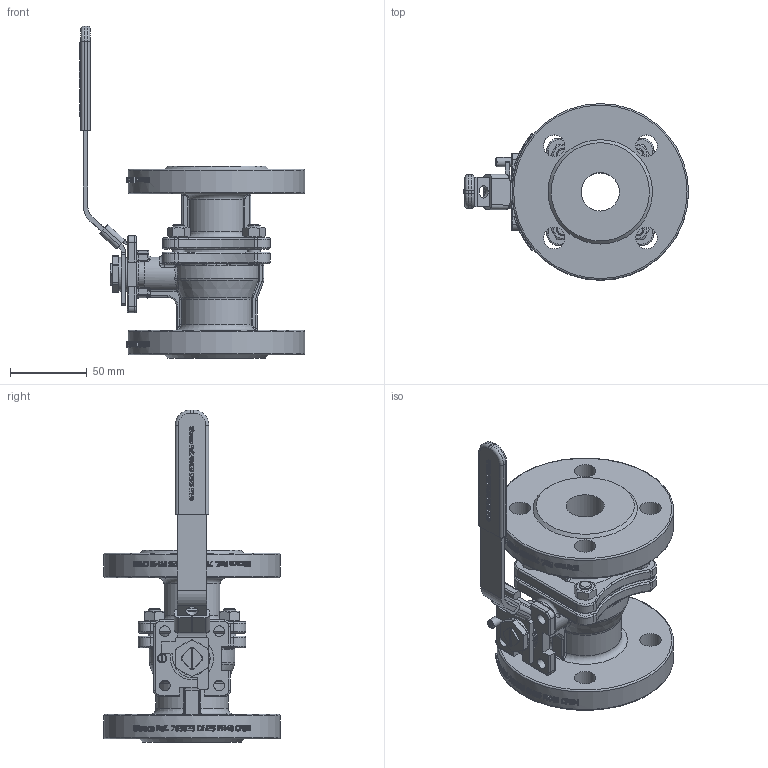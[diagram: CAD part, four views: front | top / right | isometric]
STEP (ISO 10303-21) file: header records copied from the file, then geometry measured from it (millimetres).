
FILE_DESCRIPTION(/* description */ ('765025'),/* implementation_level */ '2;1');
FILE_NAME(/* name */ '765025.stp',/* time_stamp */ '2017-02-10T15:24:46+01:00',/* author */ ('jmorand'),/* organization */ ('Sferaco'),/* preprocessor_version */ 'ST-DEVELOPER v16.5',/* originating_system */ 'Autodesk Inventor 2017',/* authorisation */ '');
FILE_SCHEMA (('AUTOMOTIVE_DESIGN { 1 0 10303 214 3 1 1 }'));
Products named in the file (1): 765025_bd
Bounding box: 146.7 x 115 x 216.29 mm (x, y, z)
Volume: 504604.5 mm3; surface area: 112230.4 mm2
Topology: 1 solids, 6 shells, 2082 faces, 5563 edges, 3608 vertices
Faces by surface type: plane 845, bspline 823, cylinder 300, torus 83, cone 23, sphere 8
Full cylindrical faces by diameter (mm): 4.134 x1, 6 x1, 7 x4, 8 x9, 8.5 x4, 14 x9, 14.5 x3, 17 x1, 20 x1, 22 x2, 23 x1, 25 x1, 28 x1, 54 x1, 115 x2
Entity records: 85226 total; most frequent: CARTESIAN_POINT 36240, ORIENTED_EDGE 10966, DIRECTION 7448, EDGE_CURVE 5483, VERTEX_POINT 3595, LINE 2688, VECTOR 2688, AXIS2_PLACEMENT_3D 2380
